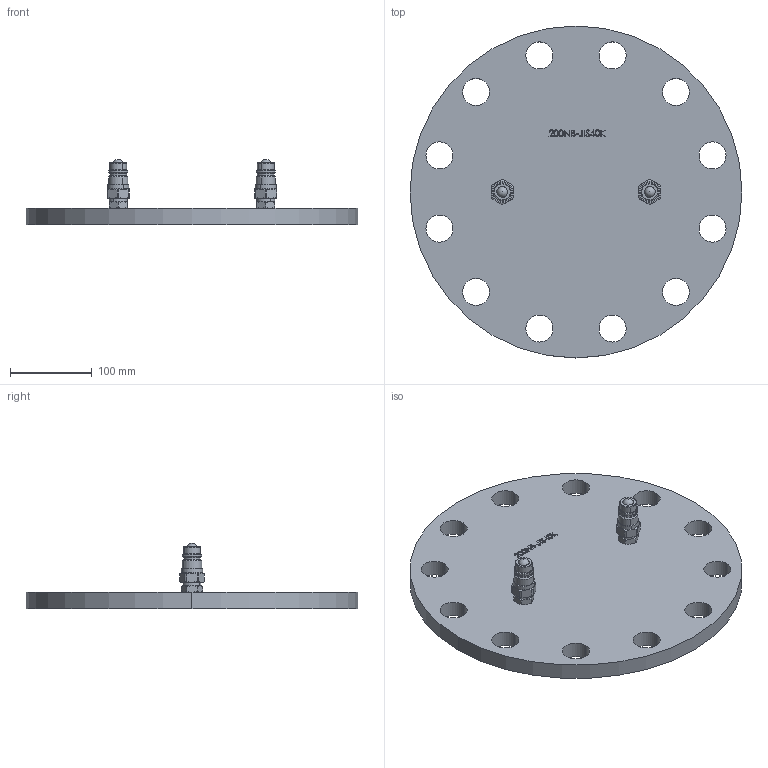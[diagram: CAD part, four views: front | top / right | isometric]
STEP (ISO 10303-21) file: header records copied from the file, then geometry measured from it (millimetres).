
FILE_DESCRIPTION (( 'STEP AP203' ), '1' );
FILE_NAME ('J004232-151_REV_.step', '2025-09-15T04:33:43', ( '' ), ( '' ), 'SwSTEP 2.0', 'SolidWorks 2024', '' );
FILE_SCHEMA (( 'CONFIG_CONTROL_DESIGN' ));
Length unit declared in the file: millimetre
Products named in the file (4): OEM-15x10-RB_4810T204; J004232-151-1_BLANK FLANGE; J004232-151_REV_; OEM-QR-15NB-M
Assembly tree (5 placements, depth 2):
  J004232-151_REV_
    J004232-151-1_BLANK FLANGE
    OEM-15x10-RB_4810T204  x2
    OEM-QR-15NB-M  x2
Bounding box: 405 x 405 x 79.48 mm (x, y, z)
Volume: 2396947.7 mm3; surface area: 307779.4 mm2
Topology: 5 solids, 5 shells, 385 faces, 979 edges, 632 vertices
Faces by surface type: plane 127, cylinder 118, bspline 68, cone 54, torus 16, sphere 2
Entity records: 15235 total; most frequent: CARTESIAN_POINT 8448, ORIENTED_EDGE 1438, DIRECTION 1087, EDGE_CURVE 719, VERTEX_POINT 469, AXIS2_PLACEMENT_3D 367, VECTOR 353, LINE 353
